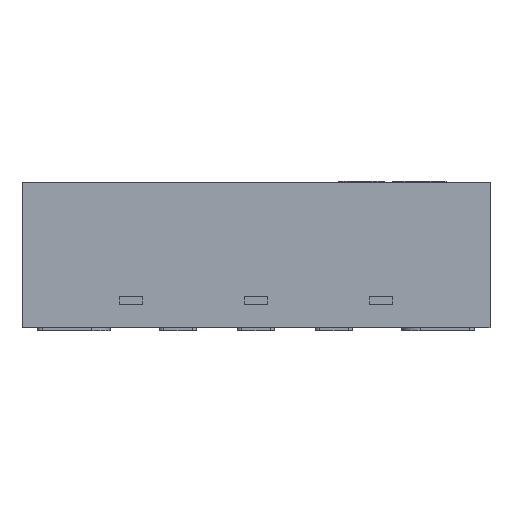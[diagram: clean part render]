
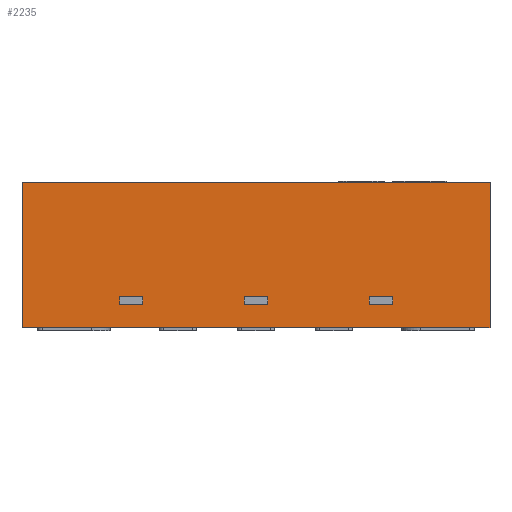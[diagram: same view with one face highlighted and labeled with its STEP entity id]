
A CAD part, front view. The second image highlights one B-rep face of the part: STEP entity #2235.
In plain terms, the highlighted planar face has unit normal (0, -1, 0).
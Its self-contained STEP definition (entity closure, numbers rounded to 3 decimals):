
#206 = VECTOR ( 'NONE', #5339, 1000. ) ;
#303 = EDGE_CURVE ( 'NONE', #20445, #482, #8648, .T. ) ;
#314 = EDGE_CURVE ( 'NONE', #2314, #6363, #15553, .T. ) ;
#457 = ORIENTED_EDGE ( 'NONE', *, *, #2501, .F. ) ;
#482 = VERTEX_POINT ( 'NONE', #5206 ) ;
#493 = EDGE_CURVE ( 'NONE', #4901, #2029, #10178, .T. ) ;
#576 = LINE ( 'NONE', #17267, #18907 ) ;
#811 = DIRECTION ( 'NONE',  ( 1., 0., 0. ) ) ;
#966 = DIRECTION ( 'NONE',  ( 0., 0., 1. ) ) ;
#1110 = CARTESIAN_POINT ( 'NONE',  ( -0.075, -1.5, 0.22 ) ) ;
#2029 = VERTEX_POINT ( 'NONE', #21688 ) ;
#2096 = AXIS2_PLACEMENT_3D ( 'NONE', #14311, #18194, #966 ) ;
#2223 = FACE_BOUND ( 'NONE', #7657, .T. ) ;
#2235 = ADVANCED_FACE ( 'NONE', ( #5969, #9057, #5653, #2223 ), #15768, .F. ) ;
#2314 = VERTEX_POINT ( 'NONE', #10382 ) ;
#2448 = CARTESIAN_POINT ( 'NONE',  ( 0.075, -1.5, 0.95 ) ) ;
#2501 = EDGE_CURVE ( 'NONE', #20074, #14839, #15038, .T. ) ;
#2613 = CARTESIAN_POINT ( 'NONE',  ( -1.5, -1.5, 0.02 ) ) ;
#2619 = CARTESIAN_POINT ( 'NONE',  ( 1.5, -1.5, 0.02 ) ) ;
#2907 = ORIENTED_EDGE ( 'NONE', *, *, #18177, .F. ) ;
#2986 = DIRECTION ( 'NONE',  ( 0., 0., -1. ) ) ;
#3015 = ORIENTED_EDGE ( 'NONE', *, *, #17683, .F. ) ;
#3350 = DIRECTION ( 'NONE',  ( 1., 0., 0. ) ) ;
#3456 = EDGE_LOOP ( 'NONE', ( #20330, #5788, #457, #8675 ) ) ;
#3470 = CARTESIAN_POINT ( 'NONE',  ( -1.5, -1.5, 0.17 ) ) ;
#3478 = CARTESIAN_POINT ( 'NONE',  ( -1.5, -1.5, 0.95 ) ) ;
#3692 = VERTEX_POINT ( 'NONE', #20808 ) ;
#3858 = EDGE_CURVE ( 'NONE', #3692, #8833, #19925, .T. ) ;
#3951 = ORIENTED_EDGE ( 'NONE', *, *, #3858, .F. ) ;
#3957 = LINE ( 'NONE', #7468, #20990 ) ;
#4751 = CARTESIAN_POINT ( 'NONE',  ( -0.075, -1.5, 0.95 ) ) ;
#4901 = VERTEX_POINT ( 'NONE', #3478 ) ;
#5030 = DIRECTION ( 'NONE',  ( 1., 0., 0. ) ) ;
#5206 = CARTESIAN_POINT ( 'NONE',  ( 0.875, -1.5, 0.17 ) ) ;
#5297 = DIRECTION ( 'NONE',  ( -1., 0., 0. ) ) ;
#5339 = DIRECTION ( 'NONE',  ( 1., 0., 0. ) ) ;
#5380 = VECTOR ( 'NONE', #5297, 1000. ) ;
#5597 = VECTOR ( 'NONE', #18752, 1000. ) ;
#5653 = FACE_BOUND ( 'NONE', #3456, .T. ) ;
#5788 = ORIENTED_EDGE ( 'NONE', *, *, #19781, .F. ) ;
#5969 = FACE_BOUND ( 'NONE', #10189, .T. ) ;
#5999 = VECTOR ( 'NONE', #2986, 1000. ) ;
#6103 = ORIENTED_EDGE ( 'NONE', *, *, #15885, .T. ) ;
#6363 = VERTEX_POINT ( 'NONE', #12484 ) ;
#6472 = VERTEX_POINT ( 'NONE', #16915 ) ;
#6508 = LINE ( 'NONE', #16637, #11532 ) ;
#6645 = CARTESIAN_POINT ( 'NONE',  ( -1.5, -1.5, 0.02 ) ) ;
#6720 = VECTOR ( 'NONE', #21299, 1000. ) ;
#6808 = CARTESIAN_POINT ( 'NONE',  ( -0.075, -1.5, 0.17 ) ) ;
#7050 = EDGE_CURVE ( 'NONE', #17568, #11680, #21193, .T. ) ;
#7468 = CARTESIAN_POINT ( 'NONE',  ( -0.875, -1.5, 0.95 ) ) ;
#7525 = EDGE_CURVE ( 'NONE', #4901, #11167, #21613, .T. ) ;
#7657 = EDGE_LOOP ( 'NONE', ( #12461, #3015, #3951, #16075 ) ) ;
#7750 = ORIENTED_EDGE ( 'NONE', *, *, #7525, .T. ) ;
#7832 = DIRECTION ( 'NONE',  ( 0., 0., -1. ) ) ;
#7975 = CARTESIAN_POINT ( 'NONE',  ( 0.075, -1.5, 0.22 ) ) ;
#8202 = LINE ( 'NONE', #16540, #9256 ) ;
#8426 = CARTESIAN_POINT ( 'NONE',  ( -1.5, -1.5, 0.17 ) ) ;
#8606 = CARTESIAN_POINT ( 'NONE',  ( -1.5, -1.5, 0.22 ) ) ;
#8648 = LINE ( 'NONE', #3470, #206 ) ;
#8675 = ORIENTED_EDGE ( 'NONE', *, *, #11626, .F. ) ;
#8833 = VERTEX_POINT ( 'NONE', #16418 ) ;
#9038 = EDGE_CURVE ( 'NONE', #2029, #15354, #17624, .T. ) ;
#9057 = FACE_OUTER_BOUND ( 'NONE', #20408, .T. ) ;
#9256 = VECTOR ( 'NONE', #14657, 1000. ) ;
#9373 = VECTOR ( 'NONE', #16768, 1000. ) ;
#9965 = LINE ( 'NONE', #18866, #9373 ) ;
#10178 = LINE ( 'NONE', #11964, #5597 ) ;
#10189 = EDGE_LOOP ( 'NONE', ( #14976, #21582, #12971, #2907 ) ) ;
#10382 = CARTESIAN_POINT ( 'NONE',  ( -0.875, -1.5, 0.17 ) ) ;
#11107 = VERTEX_POINT ( 'NONE', #13825 ) ;
#11167 = VERTEX_POINT ( 'NONE', #2613 ) ;
#11532 = VECTOR ( 'NONE', #21973, 1000. ) ;
#11626 = EDGE_CURVE ( 'NONE', #11680, #20074, #18221, .T. ) ;
#11680 = VERTEX_POINT ( 'NONE', #7975 ) ;
#11964 = CARTESIAN_POINT ( 'NONE',  ( -1.5, -1.5, 0.95 ) ) ;
#12006 = EDGE_CURVE ( 'NONE', #6363, #11107, #6508, .T. ) ;
#12461 = ORIENTED_EDGE ( 'NONE', *, *, #303, .F. ) ;
#12484 = CARTESIAN_POINT ( 'NONE',  ( -0.725, -1.5, 0.17 ) ) ;
#12778 = DIRECTION ( 'NONE',  ( -1., 0., 0. ) ) ;
#12971 = ORIENTED_EDGE ( 'NONE', *, *, #314, .F. ) ;
#13735 = LINE ( 'NONE', #8606, #5380 ) ;
#13825 = CARTESIAN_POINT ( 'NONE',  ( -0.725, -1.5, 0.22 ) ) ;
#13887 = LINE ( 'NONE', #6645, #15154 ) ;
#13905 = VECTOR ( 'NONE', #16289, 1000. ) ;
#14311 = CARTESIAN_POINT ( 'NONE',  ( -1.5, -1.5, 0.95 ) ) ;
#14616 = CARTESIAN_POINT ( 'NONE',  ( 1.5, -1.5, 0.95 ) ) ;
#14657 = DIRECTION ( 'NONE',  ( 0., 0., -1. ) ) ;
#14807 = ORIENTED_EDGE ( 'NONE', *, *, #9038, .F. ) ;
#14839 = VERTEX_POINT ( 'NONE', #6808 ) ;
#14976 = ORIENTED_EDGE ( 'NONE', *, *, #17747, .F. ) ;
#15038 = LINE ( 'NONE', #4751, #5999 ) ;
#15154 = VECTOR ( 'NONE', #3350, 1000. ) ;
#15248 = CARTESIAN_POINT ( 'NONE',  ( 0.725, -1.5, 0.17 ) ) ;
#15354 = VERTEX_POINT ( 'NONE', #2619 ) ;
#15553 = LINE ( 'NONE', #8426, #19746 ) ;
#15595 = DIRECTION ( 'NONE',  ( 0., 0., -1. ) ) ;
#15768 = PLANE ( 'NONE',  #2096 ) ;
#15885 = EDGE_CURVE ( 'NONE', #11167, #15354, #13887, .T. ) ;
#16075 = ORIENTED_EDGE ( 'NONE', *, *, #17043, .F. ) ;
#16128 = CARTESIAN_POINT ( 'NONE',  ( 0.075, -1.5, 0.17 ) ) ;
#16289 = DIRECTION ( 'NONE',  ( 0., 0., -1. ) ) ;
#16350 = CARTESIAN_POINT ( 'NONE',  ( -1.5, -1.5, 0.22 ) ) ;
#16418 = CARTESIAN_POINT ( 'NONE',  ( 0.725, -1.5, 0.22 ) ) ;
#16540 = CARTESIAN_POINT ( 'NONE',  ( 0.725, -1.5, 0.95 ) ) ;
#16637 = CARTESIAN_POINT ( 'NONE',  ( -0.725, -1.5, 0.95 ) ) ;
#16676 = DIRECTION ( 'NONE',  ( -1., 0., 0. ) ) ;
#16768 = DIRECTION ( 'NONE',  ( 0., 0., 1. ) ) ;
#16915 = CARTESIAN_POINT ( 'NONE',  ( -0.875, -1.5, 0.22 ) ) ;
#17043 = EDGE_CURVE ( 'NONE', #482, #3692, #9965, .T. ) ;
#17267 = CARTESIAN_POINT ( 'NONE',  ( -1.5, -1.5, 0.17 ) ) ;
#17568 = VERTEX_POINT ( 'NONE', #16128 ) ;
#17624 = LINE ( 'NONE', #14616, #13905 ) ;
#17683 = EDGE_CURVE ( 'NONE', #8833, #20445, #8202, .T. ) ;
#17747 = EDGE_CURVE ( 'NONE', #11107, #6472, #13735, .T. ) ;
#17955 = VECTOR ( 'NONE', #16676, 1000. ) ;
#18177 = EDGE_CURVE ( 'NONE', #6472, #2314, #3957, .T. ) ;
#18194 = DIRECTION ( 'NONE',  ( 0., 1., 0. ) ) ;
#18221 = LINE ( 'NONE', #16350, #19444 ) ;
#18563 = CARTESIAN_POINT ( 'NONE',  ( -1.5, -1.5, 0.22 ) ) ;
#18752 = DIRECTION ( 'NONE',  ( 1., 0., 0. ) ) ;
#18866 = CARTESIAN_POINT ( 'NONE',  ( 0.875, -1.5, 0.95 ) ) ;
#18907 = VECTOR ( 'NONE', #811, 1000. ) ;
#19444 = VECTOR ( 'NONE', #12778, 1000. ) ;
#19746 = VECTOR ( 'NONE', #5030, 1000. ) ;
#19781 = EDGE_CURVE ( 'NONE', #14839, #17568, #576, .T. ) ;
#19925 = LINE ( 'NONE', #18563, #17955 ) ;
#20074 = VERTEX_POINT ( 'NONE', #1110 ) ;
#20330 = ORIENTED_EDGE ( 'NONE', *, *, #7050, .F. ) ;
#20408 = EDGE_LOOP ( 'NONE', ( #6103, #14807, #20768, #7750 ) ) ;
#20445 = VERTEX_POINT ( 'NONE', #15248 ) ;
#20768 = ORIENTED_EDGE ( 'NONE', *, *, #493, .F. ) ;
#20808 = CARTESIAN_POINT ( 'NONE',  ( 0.875, -1.5, 0.22 ) ) ;
#20934 = VECTOR ( 'NONE', #7832, 1000. ) ;
#20990 = VECTOR ( 'NONE', #15595, 1000. ) ;
#21193 = LINE ( 'NONE', #2448, #6720 ) ;
#21299 = DIRECTION ( 'NONE',  ( 0., 0., 1. ) ) ;
#21494 = CARTESIAN_POINT ( 'NONE',  ( -1.5, -1.5, 0.95 ) ) ;
#21582 = ORIENTED_EDGE ( 'NONE', *, *, #12006, .F. ) ;
#21613 = LINE ( 'NONE', #21494, #20934 ) ;
#21688 = CARTESIAN_POINT ( 'NONE',  ( 1.5, -1.5, 0.95 ) ) ;
#21973 = DIRECTION ( 'NONE',  ( 0., 0., 1. ) ) ;
